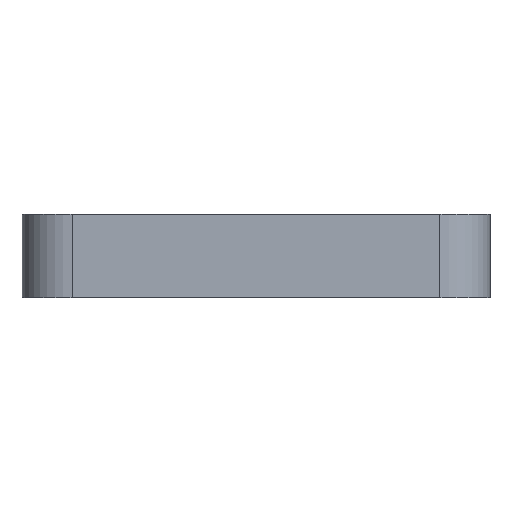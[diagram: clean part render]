
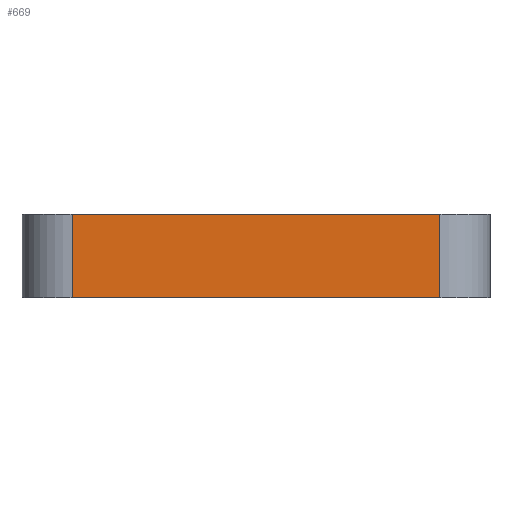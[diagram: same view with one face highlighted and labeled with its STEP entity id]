
A CAD part, front view. The second image highlights one B-rep face of the part: STEP entity #669.
In plain terms, the highlighted planar face has unit normal (0, -1, 0).
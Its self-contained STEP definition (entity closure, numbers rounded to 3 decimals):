
#32 = EDGE_CURVE ( 'NONE', #821, #825, #296, .T. ) ;
#50 = EDGE_CURVE ( 'NONE', #729, #923, #366, .T. ) ;
#51 = EDGE_CURVE ( 'NONE', #825, #923, #357, .T. ) ;
#89 = AXIS2_PLACEMENT_3D ( 'NONE', #1173, #1175, #1176 ) ;
#167 = EDGE_CURVE ( 'NONE', #729, #821, #529, .T. ) ;
#244 = VECTOR ( 'NONE', #779, 1000. ) ;
#259 = VECTOR ( 'NONE', #879, 1000. ) ;
#296 = LINE ( 'NONE', #940, #259 ) ;
#298 = EDGE_LOOP ( 'NONE', ( #628, #648, #641, #634 ) ) ;
#357 = LINE ( 'NONE', #877, #381 ) ;
#366 = LINE ( 'NONE', #978, #244 ) ;
#381 = VECTOR ( 'NONE', #760, 1000. ) ;
#516 = VECTOR ( 'NONE', #834, 1000. ) ;
#529 = LINE ( 'NONE', #847, #516 ) ;
#628 = ORIENTED_EDGE ( 'NONE', *, *, #32, .T. ) ;
#634 = ORIENTED_EDGE ( 'NONE', *, *, #167, .T. ) ;
#641 = ORIENTED_EDGE ( 'NONE', *, *, #50, .F. ) ;
#648 = ORIENTED_EDGE ( 'NONE', *, *, #51, .T. ) ;
#669 = ADVANCED_FACE ( 'NONE', ( #1029 ), #1196, .F. ) ;
#729 = VERTEX_POINT ( 'NONE', #1211 ) ;
#760 = DIRECTION ( 'NONE',  ( 0., 0., 1. ) ) ;
#779 = DIRECTION ( 'NONE',  ( 1., 0., 0. ) ) ;
#821 = VERTEX_POINT ( 'NONE', #1198 ) ;
#825 = VERTEX_POINT ( 'NONE', #1241 ) ;
#834 = DIRECTION ( 'NONE',  ( 0., 0., -1. ) ) ;
#847 = CARTESIAN_POINT ( 'NONE',  ( 15., 0., 25. ) ) ;
#877 = CARTESIAN_POINT ( 'NONE',  ( 125., 0., 25. ) ) ;
#879 = DIRECTION ( 'NONE',  ( 1., 0., 0. ) ) ;
#923 = VERTEX_POINT ( 'NONE', #1288 ) ;
#940 = CARTESIAN_POINT ( 'NONE',  ( 0., 0., 0. ) ) ;
#978 = CARTESIAN_POINT ( 'NONE',  ( 0., 0., 25. ) ) ;
#1029 = FACE_OUTER_BOUND ( 'NONE', #298, .T. ) ;
#1173 = CARTESIAN_POINT ( 'NONE',  ( 0., 0., 25. ) ) ;
#1175 = DIRECTION ( 'NONE',  ( 0., 1., 0. ) ) ;
#1176 = DIRECTION ( 'NONE',  ( 0., 0., 1. ) ) ;
#1196 = PLANE ( 'NONE',  #89 ) ;
#1198 = CARTESIAN_POINT ( 'NONE',  ( 15., 0., 0. ) ) ;
#1211 = CARTESIAN_POINT ( 'NONE',  ( 15., 0., 25. ) ) ;
#1241 = CARTESIAN_POINT ( 'NONE',  ( 125., 0., 0. ) ) ;
#1288 = CARTESIAN_POINT ( 'NONE',  ( 125., 0., 25. ) ) ;
